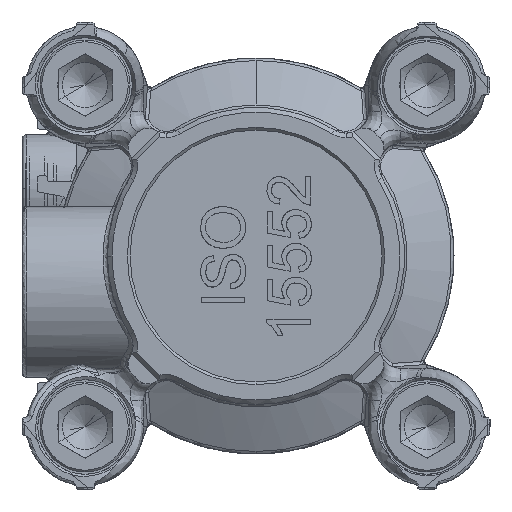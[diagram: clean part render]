
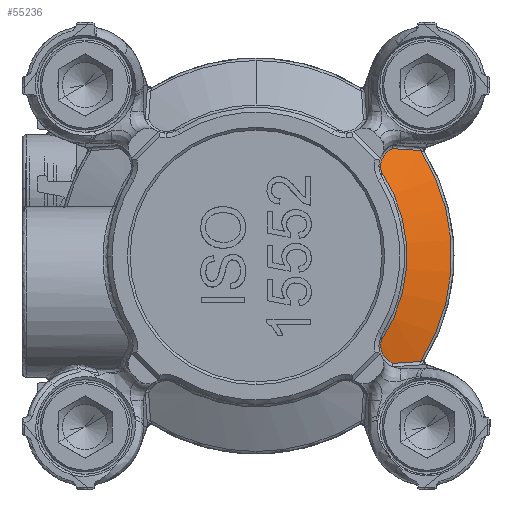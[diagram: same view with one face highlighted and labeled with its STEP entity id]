
A CAD part, front view. The second image highlights one B-rep face of the part: STEP entity #55236.
In plain terms, the highlighted conical face has half-angle 63.5 degrees and reference radius 21.723 mm.
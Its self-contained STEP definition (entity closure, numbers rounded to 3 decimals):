
#2632 = CARTESIAN_POINT ( 'NONE',  ( 13.871, 22.475, 10.236 ) ) ;
#3623 = CARTESIAN_POINT ( 'NONE',  ( 14.114, 22.791, 10.965 ) ) ;
#3940 = CARTESIAN_POINT ( 'NONE',  ( 18.289, 24.711, 11.721 ) ) ;
#3949 = CARTESIAN_POINT ( 'NONE',  ( 13.86, 22.443, -10.14 ) ) ;
#4943 = CARTESIAN_POINT ( 'NONE',  ( 14.487, 23.092, -11.467 ) ) ;
#4995 = CARTESIAN_POINT ( 'NONE',  ( 18.289, 24.711, -11.721 ) ) ;
#6256 = VERTEX_POINT ( 'NONE', #27399 ) ;
#6609 = VERTEX_POINT ( 'NONE', #72944 ) ;
#9245 = CARTESIAN_POINT ( 'NONE',  ( 14.145, 22.82, 11.019 ) ) ;
#9734 = CARTESIAN_POINT ( 'NONE',  ( 13.923, 22.571, 10.487 ) ) ;
#11251 = CARTESIAN_POINT ( 'NONE',  ( 15.152, 23.494, 11.925 ) ) ;
#11549 = CARTESIAN_POINT ( 'NONE',  ( 13.86, 22.296, -9.635 ) ) ;
#12062 = CARTESIAN_POINT ( 'NONE',  ( 15.152, 23.494, 11.925 ) ) ;
#13054 = CARTESIAN_POINT ( 'NONE',  ( 14.379, 23.014, -11.352 ) ) ;
#13447 = DIRECTION ( 'NONE',  ( 0., 0., -1. ) ) ;
#13579 = AXIS2_PLACEMENT_3D ( 'NONE', #68418, #30378, #91827 ) ;
#13928 = AXIS2_PLACEMENT_3D ( 'NONE', #51516, #75853, #13447 ) ;
#14397 = CARTESIAN_POINT ( 'NONE',  ( 15.152, 23.494, -11.925 ) ) ;
#16325 = FACE_OUTER_BOUND ( 'NONE', #30357, .T. ) ;
#16563 = B_SPLINE_CURVE_WITH_KNOTS ( 'NONE', 3,
 ( #3940, #71949, #72938, #12062 ),
 .UNSPECIFIED., .F., .F.,
 ( 4, 4 ),
 ( 0., 1. ),
 .UNSPECIFIED. ) ;
#17869 = CARTESIAN_POINT ( 'NONE',  ( 13.83, 22.359, 9.899 ) ) ;
#18376 = CARTESIAN_POINT ( 'NONE',  ( 14.026, 22.704, 10.792 ) ) ;
#19683 = CARTESIAN_POINT ( 'NONE',  ( 14.073, 22.751, -10.884 ) ) ;
#20105 = ORIENTED_EDGE ( 'NONE', *, *, #67456, .T. ) ;
#26688 = EDGE_CURVE ( 'NONE', #34281, #52137, #16563, .T. ) ;
#26978 = CARTESIAN_POINT ( 'NONE',  ( 14.624, 23.184, 11.592 ) ) ;
#27399 = CARTESIAN_POINT ( 'NONE',  ( 13.915, 22.245, -9.372 ) ) ;
#27779 = CARTESIAN_POINT ( 'NONE',  ( 15.152, 23.494, -11.925 ) ) ;
#28858 = EDGE_CURVE ( 'NONE', #6609, #6256, #96292, .T. ) ;
#29268 = CARTESIAN_POINT ( 'NONE',  ( 14.038, 22.714, -10.81 ) ) ;
#30357 = EDGE_LOOP ( 'NONE', ( #32195, #92283, #43365, #20105, #75102, #65258 ) ) ;
#30378 = DIRECTION ( 'NONE',  ( 0., 1., 0. ) ) ;
#32195 = ORIENTED_EDGE ( 'NONE', *, *, #96033, .T. ) ;
#32591 = CARTESIAN_POINT ( 'NONE',  ( 15.152, 23.494, -11.925 ) ) ;
#34281 = VERTEX_POINT ( 'NONE', #53015 ) ;
#34615 = CARTESIAN_POINT ( 'NONE',  ( 14.555, 23.139, 11.532 ) ) ;
#35417 = CARTESIAN_POINT ( 'NONE',  ( 13.915, 22.245, -9.372 ) ) ;
#40988 = CARTESIAN_POINT ( 'NONE',  ( 15.152, 23.494, 11.925 ) ) ;
#41251 = CARTESIAN_POINT ( 'NONE',  ( 14.439, 23.059, 11.421 ) ) ;
#41748 = CARTESIAN_POINT ( 'NONE',  ( 13.899, 22.534, 10.394 ) ) ;
#42238 = CARTESIAN_POINT ( 'NONE',  ( 15.034, 23.432, 11.873 ) ) ;
#42764 = B_SPLINE_CURVE_WITH_KNOTS ( 'NONE', 3,
 ( #14397, #45375, #75802, #44886 ),
 .UNSPECIFIED., .F., .F.,
 ( 4, 4 ),
 ( 0., 1. ),
 .UNSPECIFIED. ) ;
#43063 = CARTESIAN_POINT ( 'NONE',  ( 14.144, 22.821, -11.024 ) ) ;
#43365 = ORIENTED_EDGE ( 'NONE', *, *, #26688, .T. ) ;
#43557 = CARTESIAN_POINT ( 'NONE',  ( 13.882, 22.267, -9.503 ) ) ;
#44886 = CARTESIAN_POINT ( 'NONE',  ( 18.289, 24.711, -11.721 ) ) ;
#45375 = CARTESIAN_POINT ( 'NONE',  ( 16.148, 23.865, -11.864 ) ) ;
#48330 = CARTESIAN_POINT ( 'NONE',  ( 14.695, 23.23, 11.652 ) ) ;
#48825 = CARTESIAN_POINT ( 'NONE',  ( 14.924, 23.369, 11.811 ) ) ;
#48967 = AXIS2_PLACEMENT_3D ( 'NONE', #70089, #78727, #71086 ) ;
#50124 = CARTESIAN_POINT ( 'NONE',  ( 14.511, 23.109, -11.491 ) ) ;
#51037 = VERTEX_POINT ( 'NONE', #4995 ) ;
#51139 = CARTESIAN_POINT ( 'NONE',  ( 13.852, 22.414, -10.054 ) ) ;
#51516 = CARTESIAN_POINT ( 'NONE',  ( 0., 24.711, 0. ) ) ;
#52116 = CARTESIAN_POINT ( 'NONE',  ( 14.081, 22.758, -10.9 ) ) ;
#52137 = VERTEX_POINT ( 'NONE', #40988 ) ;
#52816 = CIRCLE ( 'NONE', #13928, 21.723 ) ;
#53015 = CARTESIAN_POINT ( 'NONE',  ( 18.289, 24.711, 11.721 ) ) ;
#55236 = ADVANCED_FACE ( 'NONE', ( #16325 ), #55471, .T. ) ;
#55471 = CONICAL_SURFACE ( 'NONE', #48967, 21.723, 1.108 ) ;
#56408 = CARTESIAN_POINT ( 'NONE',  ( 13.882, 22.498, 10.3 ) ) ;
#56902 = CARTESIAN_POINT ( 'NONE',  ( 13.848, 22.29, 9.634 ) ) ;
#57676 = VERTEX_POINT ( 'NONE', #32591 ) ;
#58222 = CARTESIAN_POINT ( 'NONE',  ( 14.059, 22.736, -10.855 ) ) ;
#59732 = CARTESIAN_POINT ( 'NONE',  ( 13.857, 22.431, -10.106 ) ) ;
#60221 = CARTESIAN_POINT ( 'NONE',  ( 13.848, 22.348, -9.835 ) ) ;
#65258 = ORIENTED_EDGE ( 'NONE', *, *, #98122, .T. ) ;
#65539 = CARTESIAN_POINT ( 'NONE',  ( 14.101, 22.778, 10.939 ) ) ;
#66341 = CARTESIAN_POINT ( 'NONE',  ( 13.906, 22.546, -10.429 ) ) ;
#67351 = CARTESIAN_POINT ( 'NONE',  ( 14.443, 23.061, -11.422 ) ) ;
#67456 = EDGE_CURVE ( 'NONE', #52137, #6609, #93404, .T. ) ;
#68418 = CARTESIAN_POINT ( 'NONE',  ( 0., 22.245, 0. ) ) ;
#70089 = CARTESIAN_POINT ( 'NONE',  ( 0., 24.711, 0. ) ) ;
#71086 = DIRECTION ( 'NONE',  ( -1., 0., 0. ) ) ;
#71949 = CARTESIAN_POINT ( 'NONE',  ( 17.193, 24.271, 11.796 ) ) ;
#72156 = CARTESIAN_POINT ( 'NONE',  ( 14.355, 22.997, 11.326 ) ) ;
#72938 = CARTESIAN_POINT ( 'NONE',  ( 16.148, 23.865, 11.864 ) ) ;
#72944 = CARTESIAN_POINT ( 'NONE',  ( 13.915, 22.245, 9.372 ) ) ;
#73143 = CARTESIAN_POINT ( 'NONE',  ( 14.192, 22.863, 11.099 ) ) ;
#73968 = CARTESIAN_POINT ( 'NONE',  ( 14.711, 23.246, -11.68 ) ) ;
#74469 = CARTESIAN_POINT ( 'NONE',  ( 13.962, 22.624, -10.614 ) ) ;
#74971 = CARTESIAN_POINT ( 'NONE',  ( 14.319, 22.969, -11.279 ) ) ;
#75102 = ORIENTED_EDGE ( 'NONE', *, *, #28858, .T. ) ;
#75802 = CARTESIAN_POINT ( 'NONE',  ( 17.193, 24.271, -11.796 ) ) ;
#75853 = DIRECTION ( 'NONE',  ( 0., 1., 0. ) ) ;
#78727 = DIRECTION ( 'NONE',  ( 0., 1., 0. ) ) ;
#79280 = CARTESIAN_POINT ( 'NONE',  ( 14.769, 23.277, 11.707 ) ) ;
#79787 = CARTESIAN_POINT ( 'NONE',  ( 14.577, 23.154, 11.552 ) ) ;
#81096 = CARTESIAN_POINT ( 'NONE',  ( 14.916, 23.369, -11.82 ) ) ;
#81611 = CARTESIAN_POINT ( 'NONE',  ( 13.862, 22.449, -10.158 ) ) ;
#86413 = CARTESIAN_POINT ( 'NONE',  ( 13.978, 22.648, 10.672 ) ) ;
#87411 = CARTESIAN_POINT ( 'NONE',  ( 13.867, 22.465, 10.207 ) ) ;
#89754 = CARTESIAN_POINT ( 'NONE',  ( 13.846, 22.377, -9.936 ) ) ;
#91237 = CARTESIAN_POINT ( 'NONE',  ( 14.208, 22.879, -11.13 ) ) ;
#91827 = DIRECTION ( 'NONE',  ( 0., 0., 1. ) ) ;
#92283 = ORIENTED_EDGE ( 'NONE', *, *, #92845, .F. ) ;
#92845 = EDGE_CURVE ( 'NONE', #34281, #51037, #52816, .T. ) ;
#93404 = B_SPLINE_CURVE_WITH_KNOTS ( 'NONE', 3,
 ( #11251, #42238, #48825, #79280, #48330, #26978, #79787, #34615, #41251, #72156, #95054, #73143, #9245, #3623, #65539, #18376, #86413, #9734, #41748, #56408, #2632, #87411, #17869, #56902, #96581 ),
 .UNSPECIFIED., .F., .F.,
 ( 4, 2, 1, 2, 2, 2, 1, 2, 2, 2, 1, 2, 2, 4 ),
 ( 0., 0.125, 0.188, 0.219, 0.25, 0.375, 0.438, 0.469, 0.5, 0.625, 0.688, 0.719, 0.75, 1. ),
 .UNSPECIFIED. ) ;
#95054 = CARTESIAN_POINT ( 'NONE',  ( 14.244, 22.907, 11.176 ) ) ;
#96033 = EDGE_CURVE ( 'NONE', #57676, #51037, #42764, .T. ) ;
#96292 = CIRCLE ( 'NONE', #13579, 16.777 ) ;
#96581 = CARTESIAN_POINT ( 'NONE',  ( 13.915, 22.245, 9.372 ) ) ;
#96865 = B_SPLINE_CURVE_WITH_KNOTS ( 'NONE', 3,
 ( #35417, #43557, #11549, #60221, #89754, #51139, #59732, #3949, #81611, #97883, #66341, #74469, #97375, #29268, #58222, #19683, #52116, #43063, #91237, #74971, #13054, #67351, #4943, #50124, #73968, #81096, #27779 ),
 .UNSPECIFIED., .F., .F.,
 ( 4, 2, 1, 1, 2, 2, 2, 1, 1, 2, 2, 2, 1, 2, 2, 4 ),
 ( 0., 0.125, 0.187, 0.219, 0.234, 0.25, 0.375, 0.437, 0.469, 0.484, 0.5, 0.625, 0.687, 0.719, 0.75, 1. ),
 .UNSPECIFIED. ) ;
#97375 = CARTESIAN_POINT ( 'NONE',  ( 13.994, 22.665, -10.705 ) ) ;
#97883 = CARTESIAN_POINT ( 'NONE',  ( 13.88, 22.498, -10.303 ) ) ;
#98122 = EDGE_CURVE ( 'NONE', #6256, #57676, #96865, .T. ) ;
